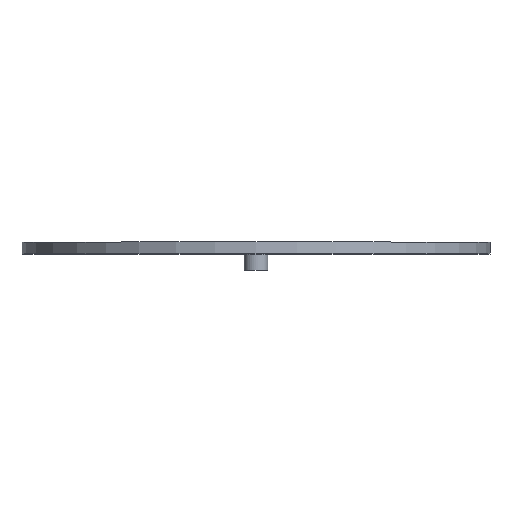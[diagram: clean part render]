
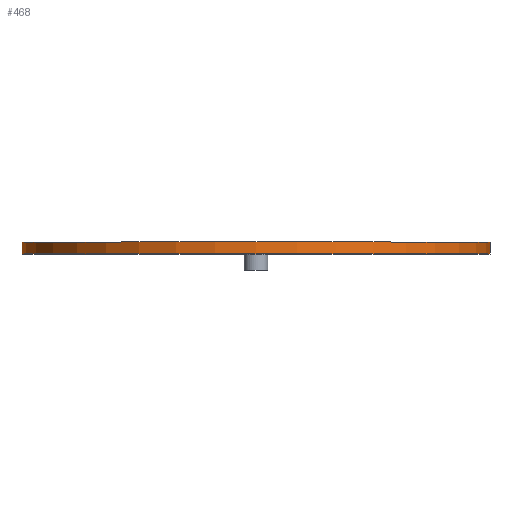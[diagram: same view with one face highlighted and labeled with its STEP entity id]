
A CAD part, top view. The second image highlights one B-rep face of the part: STEP entity #468.
In plain terms, the highlighted cylindrical face has radius 60 mm (diameter 120 mm), a partial arc.
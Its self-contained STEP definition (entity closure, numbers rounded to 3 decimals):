
#3 = ORIENTED_EDGE ( 'NONE', *, *, #403, .F. ) ;
#9 = VERTEX_POINT ( 'NONE', #582 ) ;
#47 = EDGE_CURVE ( 'NONE', #828, #595, #901, .T. ) ;
#59 = DIRECTION ( 'NONE',  ( -1., 0., 0. ) ) ;
#68 = FACE_OUTER_BOUND ( 'NONE', #171, .T. ) ;
#138 = CIRCLE ( 'NONE', #564, 60. ) ;
#171 = EDGE_LOOP ( 'NONE', ( #212, #764, #522, #3 ) ) ;
#175 = CARTESIAN_POINT ( 'NONE',  ( 0., 0., 0. ) ) ;
#212 = ORIENTED_EDGE ( 'NONE', *, *, #354, .T. ) ;
#264 = DIRECTION ( 'NONE',  ( 0., 1., 0. ) ) ;
#271 = AXIS2_PLACEMENT_3D ( 'NONE', #847, #780, #59 ) ;
#282 = LINE ( 'NONE', #583, #641 ) ;
#353 = CARTESIAN_POINT ( 'NONE',  ( -60., 0., 0. ) ) ;
#354 = EDGE_CURVE ( 'NONE', #9, #443, #138, .T. ) ;
#403 = EDGE_CURVE ( 'NONE', #9, #828, #282, .T. ) ;
#443 = VERTEX_POINT ( 'NONE', #574 ) ;
#446 = VECTOR ( 'NONE', #264, 1000. ) ;
#462 = DIRECTION ( 'NONE',  ( -1., 0., 0. ) ) ;
#468 = ADVANCED_FACE ( 'NONE', ( #68 ), #643, .T. ) ;
#489 = DIRECTION ( 'NONE',  ( 0., 1., 0. ) ) ;
#494 = CARTESIAN_POINT ( 'NONE',  ( 0., -3., 0. ) ) ;
#508 = AXIS2_PLACEMENT_3D ( 'NONE', #175, #905, #462 ) ;
#522 = ORIENTED_EDGE ( 'NONE', *, *, #47, .F. ) ;
#558 = LINE ( 'NONE', #836, #446 ) ;
#564 = AXIS2_PLACEMENT_3D ( 'NONE', #494, #714, #629 ) ;
#574 = CARTESIAN_POINT ( 'NONE',  ( 60., -3., 0. ) ) ;
#582 = CARTESIAN_POINT ( 'NONE',  ( -60., -3., 0. ) ) ;
#583 = CARTESIAN_POINT ( 'NONE',  ( -60., 0., 0. ) ) ;
#595 = VERTEX_POINT ( 'NONE', #872 ) ;
#629 = DIRECTION ( 'NONE',  ( -1., 0., 0. ) ) ;
#639 = EDGE_CURVE ( 'NONE', #443, #595, #558, .T. ) ;
#641 = VECTOR ( 'NONE', #489, 1000. ) ;
#643 = CYLINDRICAL_SURFACE ( 'NONE', #271, 60. ) ;
#714 = DIRECTION ( 'NONE',  ( 0., 1., 0. ) ) ;
#764 = ORIENTED_EDGE ( 'NONE', *, *, #639, .T. ) ;
#780 = DIRECTION ( 'NONE',  ( 0., 1., 0. ) ) ;
#828 = VERTEX_POINT ( 'NONE', #353 ) ;
#836 = CARTESIAN_POINT ( 'NONE',  ( 60., 0., 0. ) ) ;
#847 = CARTESIAN_POINT ( 'NONE',  ( 0., 0., 0. ) ) ;
#872 = CARTESIAN_POINT ( 'NONE',  ( 60., 0., 0. ) ) ;
#901 = CIRCLE ( 'NONE', #508, 60. ) ;
#905 = DIRECTION ( 'NONE',  ( 0., 1., 0. ) ) ;
